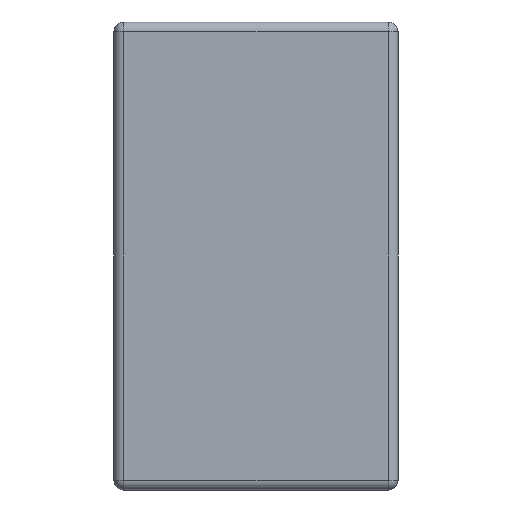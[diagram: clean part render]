
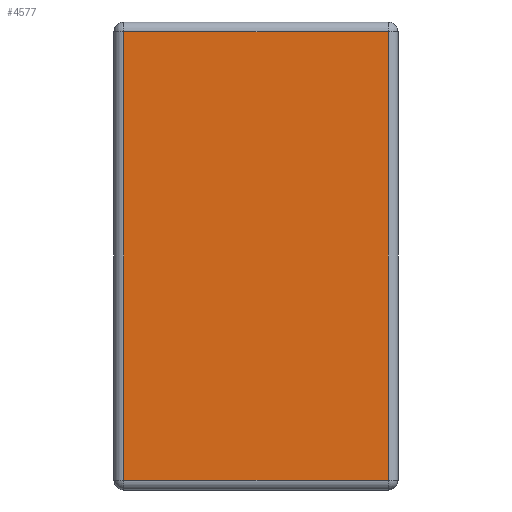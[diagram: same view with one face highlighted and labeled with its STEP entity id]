
A CAD part, left-side view. The second image highlights one B-rep face of the part: STEP entity #4577.
In plain terms, the highlighted planar face has unit normal (-1, 0, 0).
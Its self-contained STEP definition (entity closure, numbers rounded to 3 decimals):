
#741 = DIRECTION ( 'NONE',  ( 0., 1., 0. ) ) ;
#794 = FACE_OUTER_BOUND ( 'NONE', #961, .T. ) ;
#899 = CARTESIAN_POINT ( 'NONE',  ( 0., 0., -1.42 ) ) ;
#961 = EDGE_LOOP ( 'NONE', ( #3860, #3054, #1873, #3090 ) ) ;
#1268 = DIRECTION ( 'NONE',  ( 0., -1., 0. ) ) ;
#1332 = DIRECTION ( 'NONE',  ( 0., 0., 1. ) ) ;
#1356 = PLANE ( 'NONE',  #1631 ) ;
#1493 = EDGE_CURVE ( 'NONE', #3307, #2767, #2655, .T. ) ;
#1631 = AXIS2_PLACEMENT_3D ( 'NONE', #3920, #2111, #1332 ) ;
#1873 = ORIENTED_EDGE ( 'NONE', *, *, #2074, .T. ) ;
#2074 = EDGE_CURVE ( 'NONE', #4010, #3307, #3953, .T. ) ;
#2105 = EDGE_CURVE ( 'NONE', #2644, #4010, #2705, .T. ) ;
#2111 = DIRECTION ( 'NONE',  ( -1., 0., 0. ) ) ;
#2209 = CARTESIAN_POINT ( 'NONE',  ( 0., 0.85, -1.42 ) ) ;
#2462 = CARTESIAN_POINT ( 'NONE',  ( 0., 0.88, -0.03 ) ) ;
#2541 = CARTESIAN_POINT ( 'NONE',  ( 0., 0.85, -1.45 ) ) ;
#2644 = VERTEX_POINT ( 'NONE', #4282 ) ;
#2655 = LINE ( 'NONE', #2541, #3511 ) ;
#2705 = LINE ( 'NONE', #4406, #3441 ) ;
#2767 = VERTEX_POINT ( 'NONE', #2209 ) ;
#2883 = VECTOR ( 'NONE', #741, 1000. ) ;
#3054 = ORIENTED_EDGE ( 'NONE', *, *, #2105, .T. ) ;
#3090 = ORIENTED_EDGE ( 'NONE', *, *, #1493, .T. ) ;
#3224 = LINE ( 'NONE', #899, #3706 ) ;
#3307 = VERTEX_POINT ( 'NONE', #4460 ) ;
#3395 = DIRECTION ( 'NONE',  ( 0., 0., 1. ) ) ;
#3441 = VECTOR ( 'NONE', #3395, 1000. ) ;
#3511 = VECTOR ( 'NONE', #4342, 1000. ) ;
#3706 = VECTOR ( 'NONE', #1268, 1000. ) ;
#3801 = EDGE_CURVE ( 'NONE', #2767, #2644, #3224, .T. ) ;
#3860 = ORIENTED_EDGE ( 'NONE', *, *, #3801, .T. ) ;
#3920 = CARTESIAN_POINT ( 'NONE',  ( 0., 0., 0. ) ) ;
#3953 = LINE ( 'NONE', #2462, #2883 ) ;
#4010 = VERTEX_POINT ( 'NONE', #4337 ) ;
#4282 = CARTESIAN_POINT ( 'NONE',  ( 0., 0.03, -1.42 ) ) ;
#4337 = CARTESIAN_POINT ( 'NONE',  ( 0., 0.03, -0.03 ) ) ;
#4342 = DIRECTION ( 'NONE',  ( 0., 0., -1. ) ) ;
#4406 = CARTESIAN_POINT ( 'NONE',  ( 0., 0.03, 0. ) ) ;
#4460 = CARTESIAN_POINT ( 'NONE',  ( 0., 0.85, -0.03 ) ) ;
#4577 = ADVANCED_FACE ( 'NONE', ( #794 ), #1356, .T. ) ;
